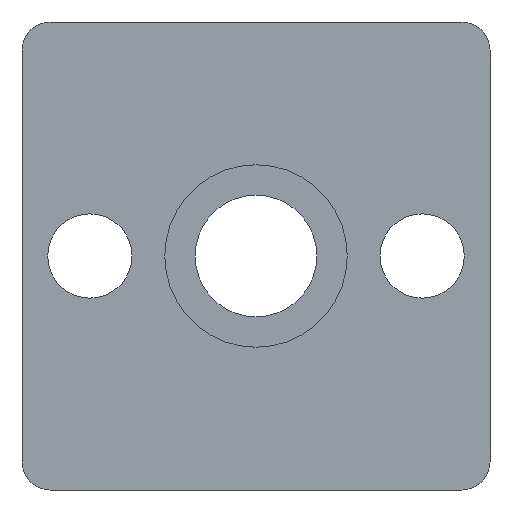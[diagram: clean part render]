
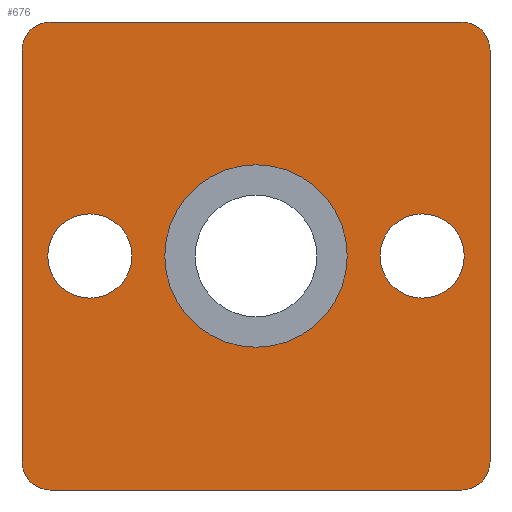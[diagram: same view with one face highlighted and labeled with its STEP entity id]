
A CAD part, front view. The second image highlights one B-rep face of the part: STEP entity #676.
In plain terms, the highlighted planar face has unit normal (0, -1, 0).
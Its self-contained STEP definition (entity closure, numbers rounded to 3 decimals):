
#12 = VERTEX_POINT ( 'NONE', #354 ) ;
#17 = VERTEX_POINT ( 'NONE', #287 ) ;
#20 = EDGE_LOOP ( 'NONE', ( #200, #199 ) ) ;
#23 = EDGE_LOOP ( 'NONE', ( #196, #195 ) ) ;
#26 = EDGE_LOOP ( 'NONE', ( #194, #193, #192, #191, #190, #189, #188, #187 ) ) ;
#28 = VERTEX_POINT ( 'NONE', #282 ) ;
#30 = VERTEX_POINT ( 'NONE', #281 ) ;
#35 = CARTESIAN_POINT ( 'NONE',  ( 22., 0., -22. ) ) ;
#36 = CARTESIAN_POINT ( 'NONE',  ( 22., 0., 22. ) ) ;
#38 = DIRECTION ( 'NONE',  ( 0., 0., -1. ) ) ;
#43 = DIRECTION ( 'NONE',  ( 0., 0., 1. ) ) ;
#44 = DIRECTION ( 'NONE',  ( 0., 1., 0. ) ) ;
#45 = CARTESIAN_POINT ( 'NONE',  ( 17.75, 0., 0. ) ) ;
#46 = DIRECTION ( 'NONE',  ( 0., -1., 0. ) ) ;
#50 = CARTESIAN_POINT ( 'NONE',  ( 25., 0., 25. ) ) ;
#54 = DIRECTION ( 'NONE',  ( 0., 0., 1. ) ) ;
#56 = DIRECTION ( 'NONE',  ( 0., 1., 0. ) ) ;
#57 = CARTESIAN_POINT ( 'NONE',  ( -17.75, 0., 0. ) ) ;
#58 = DIRECTION ( 'NONE',  ( 0., 0., -1. ) ) ;
#67 = DIRECTION ( 'NONE',  ( 0., -1., 0. ) ) ;
#69 = DIRECTION ( 'NONE',  ( 0., 0., 1. ) ) ;
#71 = CARTESIAN_POINT ( 'NONE',  ( 0., 0., 0. ) ) ;
#76 = CARTESIAN_POINT ( 'NONE',  ( 17.75, 0., 0. ) ) ;
#78 = DIRECTION ( 'NONE',  ( 0., 0., -1. ) ) ;
#82 = DIRECTION ( 'NONE',  ( 0., 0., 1. ) ) ;
#83 = CARTESIAN_POINT ( 'NONE',  ( -25., 0., 25. ) ) ;
#98 = DIRECTION ( 'NONE',  ( 0., 0., 1. ) ) ;
#101 = DIRECTION ( 'NONE',  ( 0., 1., 0. ) ) ;
#102 = CARTESIAN_POINT ( 'NONE',  ( -17.75, 0., 0. ) ) ;
#107 = DIRECTION ( 'NONE',  ( 1., 0., 0. ) ) ;
#108 = CARTESIAN_POINT ( 'NONE',  ( -25., 0., 25. ) ) ;
#115 = DIRECTION ( 'NONE',  ( 0., -1., 0. ) ) ;
#122 = DIRECTION ( 'NONE',  ( 0., 0., -1. ) ) ;
#123 = DIRECTION ( 'NONE',  ( 0., 1., 0. ) ) ;
#127 = DIRECTION ( 'NONE',  ( -1., 0., 0. ) ) ;
#129 = CARTESIAN_POINT ( 'NONE',  ( -25., 0., -25. ) ) ;
#187 = ORIENTED_EDGE ( 'NONE', *, *, #702, .T. ) ;
#188 = ORIENTED_EDGE ( 'NONE', *, *, #803, .F. ) ;
#189 = ORIENTED_EDGE ( 'NONE', *, *, #719, .T. ) ;
#190 = ORIENTED_EDGE ( 'NONE', *, *, #794, .F. ) ;
#191 = ORIENTED_EDGE ( 'NONE', *, *, #709, .T. ) ;
#192 = ORIENTED_EDGE ( 'NONE', *, *, #797, .F. ) ;
#193 = ORIENTED_EDGE ( 'NONE', *, *, #817, .T. ) ;
#194 = ORIENTED_EDGE ( 'NONE', *, *, #812, .F. ) ;
#195 = ORIENTED_EDGE ( 'NONE', *, *, #713, .T. ) ;
#196 = ORIENTED_EDGE ( 'NONE', *, *, #793, .T. ) ;
#197 = ORIENTED_EDGE ( 'NONE', *, *, #788, .T. ) ;
#198 = ORIENTED_EDGE ( 'NONE', *, *, #766, .T. ) ;
#199 = ORIENTED_EDGE ( 'NONE', *, *, #820, .F. ) ;
#200 = ORIENTED_EDGE ( 'NONE', *, *, #717, .F. ) ;
#212 = EDGE_LOOP ( 'NONE', ( #198, #197 ) ) ;
#214 = CIRCLE ( 'NONE', #772, 4.5 ) ;
#222 = CIRCLE ( 'NONE', #769, 4.5 ) ;
#224 = CIRCLE ( 'NONE', #768, 4.5 ) ;
#232 = LINE ( 'NONE', #50, #234 ) ;
#234 = VECTOR ( 'NONE', #58, 1000. ) ;
#235 = LINE ( 'NONE', #129, #238 ) ;
#238 = VECTOR ( 'NONE', #127, 1000. ) ;
#244 = LINE ( 'NONE', #108, #247 ) ;
#247 = VECTOR ( 'NONE', #107, 1000. ) ;
#258 = LINE ( 'NONE', #83, #260 ) ;
#260 = VECTOR ( 'NONE', #82, 1000. ) ;
#265 = CIRCLE ( 'NONE', #756, 3. ) ;
#268 = CIRCLE ( 'NONE', #751, 9.75 ) ;
#281 = CARTESIAN_POINT ( 'NONE',  ( -22., 0., -25. ) ) ;
#282 = CARTESIAN_POINT ( 'NONE',  ( 22., 0., 25. ) ) ;
#287 = CARTESIAN_POINT ( 'NONE',  ( 25., 0., -22. ) ) ;
#301 = DIRECTION ( 'NONE',  ( 0., 0., -1. ) ) ;
#302 = PLANE ( 'NONE',  #776 ) ;
#304 = CARTESIAN_POINT ( 'NONE',  ( -25., 0., -25. ) ) ;
#307 = DIRECTION ( 'NONE',  ( 0., -1., 0. ) ) ;
#327 = CARTESIAN_POINT ( 'NONE',  ( -17.75, 0., 4.5 ) ) ;
#332 = CARTESIAN_POINT ( 'NONE',  ( 0., 0., 9.75 ) ) ;
#334 = CARTESIAN_POINT ( 'NONE',  ( 0., 0., -9.75 ) ) ;
#341 = CARTESIAN_POINT ( 'NONE',  ( 17.75, 0., 4.5 ) ) ;
#342 = CARTESIAN_POINT ( 'NONE',  ( -17.75, 0., -4.5 ) ) ;
#343 = CARTESIAN_POINT ( 'NONE',  ( -25., 0., 22. ) ) ;
#348 = CARTESIAN_POINT ( 'NONE',  ( 17.75, 0., -4.5 ) ) ;
#351 = CARTESIAN_POINT ( 'NONE',  ( 25., 0., 22. ) ) ;
#354 = CARTESIAN_POINT ( 'NONE',  ( 22., 0., -25. ) ) ;
#357 = DIRECTION ( 'NONE',  ( 0., -1., 0. ) ) ;
#366 = CARTESIAN_POINT ( 'NONE',  ( 0., 0., 0. ) ) ;
#390 = CARTESIAN_POINT ( 'NONE',  ( -22., 0., -22. ) ) ;
#395 = DIRECTION ( 'NONE',  ( 0., 0., -1. ) ) ;
#407 = DIRECTION ( 'NONE',  ( 0., -1., 0. ) ) ;
#408 = DIRECTION ( 'NONE',  ( 0., 0., -1. ) ) ;
#412 = FACE_OUTER_BOUND ( 'NONE', #26, .T. ) ;
#414 = FACE_BOUND ( 'NONE', #20, .T. ) ;
#418 = FACE_BOUND ( 'NONE', #23, .T. ) ;
#422 = FACE_BOUND ( 'NONE', #212, .T. ) ;
#456 = CIRCLE ( 'NONE', #721, 3. ) ;
#464 = CIRCLE ( 'NONE', #822, 3. ) ;
#466 = CIRCLE ( 'NONE', #814, 4.5 ) ;
#477 = CIRCLE ( 'NONE', #795, 9.75 ) ;
#478 = CIRCLE ( 'NONE', #792, 3. ) ;
#483 = VERTEX_POINT ( 'NONE', #348 ) ;
#484 = DIRECTION ( 'NONE',  ( 0., 0., -1. ) ) ;
#490 = CARTESIAN_POINT ( 'NONE',  ( -22., 0., 25. ) ) ;
#523 = CARTESIAN_POINT ( 'NONE',  ( -22., 0., 22. ) ) ;
#529 = DIRECTION ( 'NONE',  ( 0., -1., 0. ) ) ;
#537 = CARTESIAN_POINT ( 'NONE',  ( -25., 0., -22. ) ) ;
#592 = VERTEX_POINT ( 'NONE', #351 ) ;
#594 = VERTEX_POINT ( 'NONE', #343 ) ;
#596 = VERTEX_POINT ( 'NONE', #342 ) ;
#598 = VERTEX_POINT ( 'NONE', #341 ) ;
#606 = VERTEX_POINT ( 'NONE', #334 ) ;
#608 = VERTEX_POINT ( 'NONE', #332 ) ;
#664 = VERTEX_POINT ( 'NONE', #327 ) ;
#676 = ADVANCED_FACE ( 'NONE', ( #414, #422, #418, #412 ), #302, .T. ) ;
#695 = VERTEX_POINT ( 'NONE', #537 ) ;
#697 = VERTEX_POINT ( 'NONE', #490 ) ;
#702 = EDGE_CURVE ( 'NONE', #697, #594, #456, .T. ) ;
#709 = EDGE_CURVE ( 'NONE', #12, #17, #464, .T. ) ;
#713 = EDGE_CURVE ( 'NONE', #483, #598, #466, .T. ) ;
#717 = EDGE_CURVE ( 'NONE', #606, #608, #477, .T. ) ;
#719 = EDGE_CURVE ( 'NONE', #592, #28, #478, .T. ) ;
#721 = AXIS2_PLACEMENT_3D ( 'NONE', #523, #529, #484 ) ;
#751 = AXIS2_PLACEMENT_3D ( 'NONE', #366, #407, #395 ) ;
#756 = AXIS2_PLACEMENT_3D ( 'NONE', #390, #357, #408 ) ;
#766 = EDGE_CURVE ( 'NONE', #664, #596, #214, .T. ) ;
#768 = AXIS2_PLACEMENT_3D ( 'NONE', #45, #44, #43 ) ;
#769 = AXIS2_PLACEMENT_3D ( 'NONE', #57, #56, #54 ) ;
#772 = AXIS2_PLACEMENT_3D ( 'NONE', #102, #101, #98 ) ;
#776 = AXIS2_PLACEMENT_3D ( 'NONE', #304, #307, #301 ) ;
#788 = EDGE_CURVE ( 'NONE', #596, #664, #222, .T. ) ;
#792 = AXIS2_PLACEMENT_3D ( 'NONE', #36, #46, #38 ) ;
#793 = EDGE_CURVE ( 'NONE', #598, #483, #224, .T. ) ;
#794 = EDGE_CURVE ( 'NONE', #592, #17, #232, .T. ) ;
#795 = AXIS2_PLACEMENT_3D ( 'NONE', #71, #67, #78 ) ;
#797 = EDGE_CURVE ( 'NONE', #12, #30, #235, .T. ) ;
#803 = EDGE_CURVE ( 'NONE', #697, #28, #244, .T. ) ;
#812 = EDGE_CURVE ( 'NONE', #695, #594, #258, .T. ) ;
#814 = AXIS2_PLACEMENT_3D ( 'NONE', #76, #123, #69 ) ;
#817 = EDGE_CURVE ( 'NONE', #695, #30, #265, .T. ) ;
#820 = EDGE_CURVE ( 'NONE', #608, #606, #268, .T. ) ;
#822 = AXIS2_PLACEMENT_3D ( 'NONE', #35, #115, #122 ) ;
